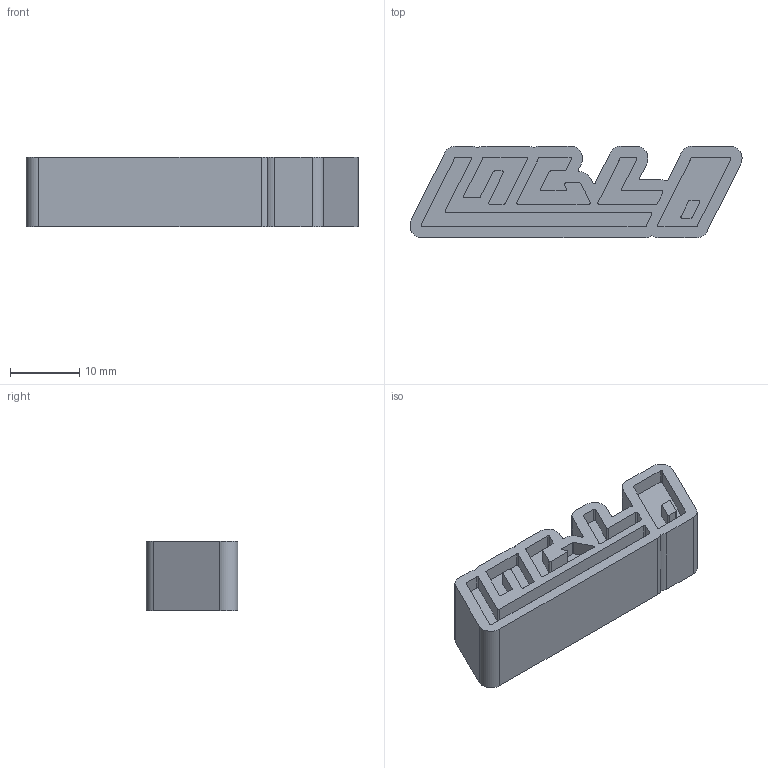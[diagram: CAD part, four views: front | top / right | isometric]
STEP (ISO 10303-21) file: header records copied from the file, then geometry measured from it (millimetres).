
FILE_DESCRIPTION(/* description */ ('50mm - a souder'),/* implementation_level */ '2;1');
FILE_NAME(/* name */ 'Laglo - 5cm - a souder.stp',/* time_stamp */ '2018-01-09T08:22:18+01:00',/* author */ ('MJACQUEMIN'),/* organization */ (''),/* preprocessor_version */ 'ST-DEVELOPER v15.6',/* originating_system */ 'Autodesk Inventor 2015',/* authorisation */ '');
FILE_SCHEMA (('AUTOMOTIVE_DESIGN { 1 0 10303 214 3 1 1 }'));
Length unit declared in the file: millimetre
Products named in the file (1): Laglo - 5cm - a souder
Bounding box: 47.95 x 13.24 x 10 mm (x, y, z)
Volume: 4849.2 mm3; surface area: 2820.2 mm2
Topology: 1 solids, 1 shells, 122 faces, 343 edges, 229 vertices
Faces by surface type: plane 62, cylinder 60
Entity records: 4007 total; most frequent: DIRECTION 710, CARTESIAN_POINT 694, ORIENTED_EDGE 684, EDGE_CURVE 342, AXIS2_PLACEMENT_3D 244, VERTEX_POINT 228, LINE 222, VECTOR 222
